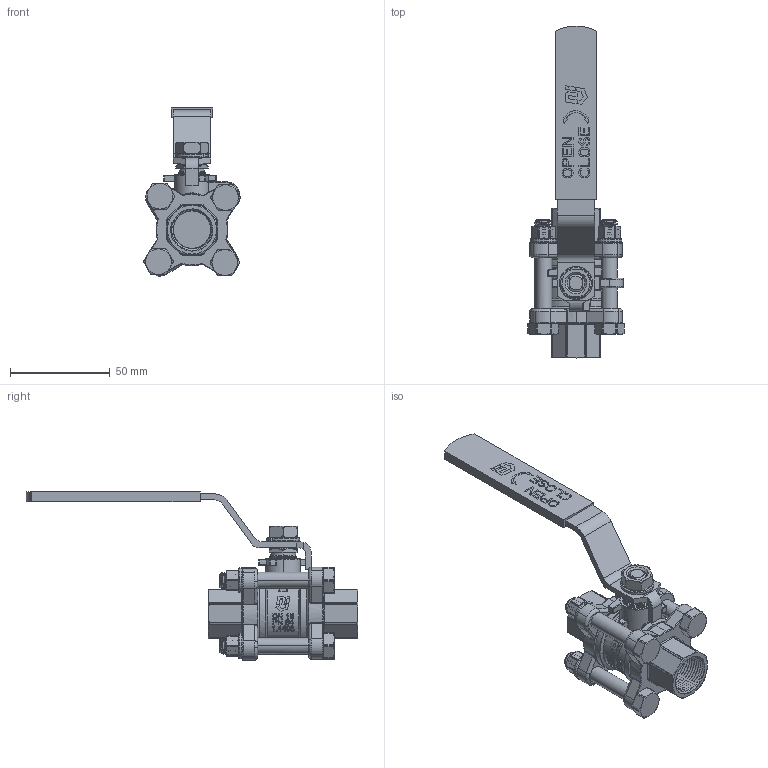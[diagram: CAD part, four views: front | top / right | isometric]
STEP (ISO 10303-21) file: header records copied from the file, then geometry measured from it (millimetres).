
FILE_DESCRIPTION(('HOOPS Exchange Step'),'2;1');
FILE_NAME('GK0400_DN15.stp','2025-10-31T15:19:28+01:00',('nieru'),('Unknown organisation'),'HOOPS Exchange 2024.2','HOOPS Exchange','Unknown authorisation');
FILE_SCHEMA( ('AP203_CONFIGURATION_CONTROLLED_3D_DESIGN_OF_MECHANICAL_PARTS_AND_ASSEMBLIES_MIM_LF') );
Length unit declared in the file: millimetre
Products named in the file (2): 0; root
Assembly tree (1 placements, depth 2):
  root
    0
Bounding box: 48.2 x 166.32 x 84.34 mm (x, y, z)
Volume: 82455.6 mm3; surface area: 37851.3 mm2
Topology: 3 solids, 3 shells, 1959 faces, 5305 edges, 3386 vertices
Faces by surface type: plane 667, cylinder 617, bspline 305, torus 179, cone 167, sphere 24
Full cylindrical faces by diameter (mm): 9.5 x1, 12.5 x1
Entity records: 111622 total; most frequent: CARTESIAN_POINT 67674, ORIENTED_EDGE 10576, DIRECTION 7108, EDGE_CURVE 5288, VERTEX_POINT 3386, AXIS2_PLACEMENT_3D 2531, B_SPLINE_CURVE_WITH_KNOTS 2118, EDGE_LOOP 2048
